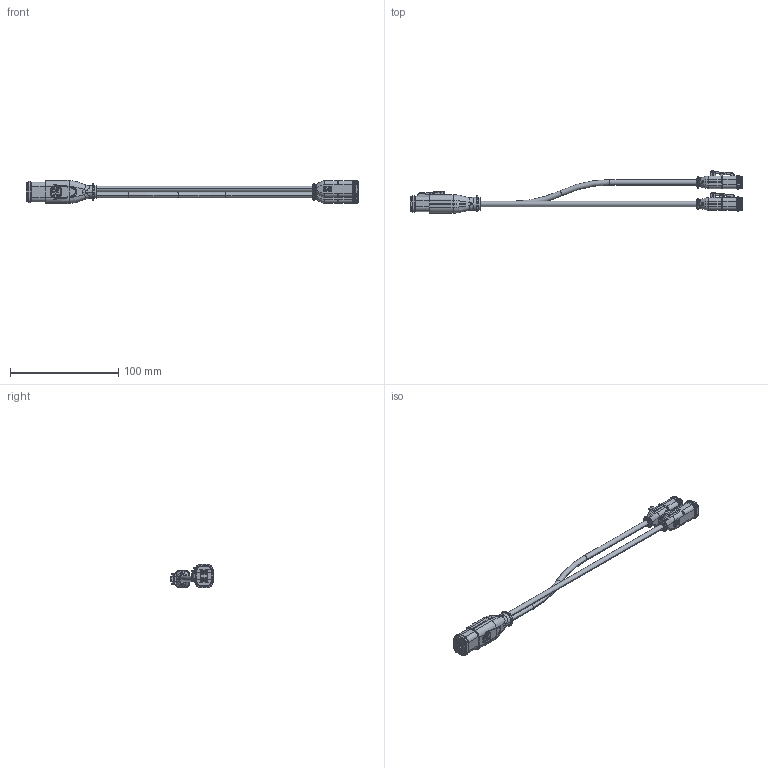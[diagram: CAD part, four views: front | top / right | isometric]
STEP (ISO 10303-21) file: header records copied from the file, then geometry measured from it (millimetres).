
FILE_DESCRIPTION((''),'2;1');
FILE_NAME('CAD-9002_ASM','2024-04-11T07:44:51',('creinig-se'),(''),'CREO PARAMETRIC BY PTC INC, 2022284','CREO PARAMETRIC BY PTC INC, 2022284','');
FILE_SCHEMA(('CONFIG_CONTROL_DESIGN','SHAPE_APPEARANCE_LAYERS_GROUPS'));
Length unit declared in the file: millimetre
Products named in the file (5): CAD-9002_KABEL_S; CAD-9002_KABEL_E; CAD-9002_04DT81A_SW0001; CAD-9002_DEUTSCH_4S_SW0001; CAD-9002_ASM
Assembly tree (5 placements, depth 2):
  CAD-9002_ASM
    CAD-9002_KABEL_S
    CAD-9002_KABEL_E
    CAD-9002_04DT81A_SW0001  x2
    CAD-9002_DEUTSCH_4S_SW0001
Bounding box: 306.77 x 39.09 x 22.1 mm (x, y, z)
Volume: 37358 mm3; surface area: 17354 mm2
Topology: 5 solids, 5 shells, 1315 faces, 3387 edges, 2082 vertices
Faces by surface type: plane 485, cylinder 442, bspline 194, torus 132, cone 42, sphere 20
Entity records: 41109 total; most frequent: CARTESIAN_POINT 14513, ORIENTED_EDGE 4448, DIRECTION 4049, EDGE_CURVE 2224, AXIS2_PLACEMENT_3D 1429, VERTEX_POINT 1374, VECTOR 1191, LINE 1191
